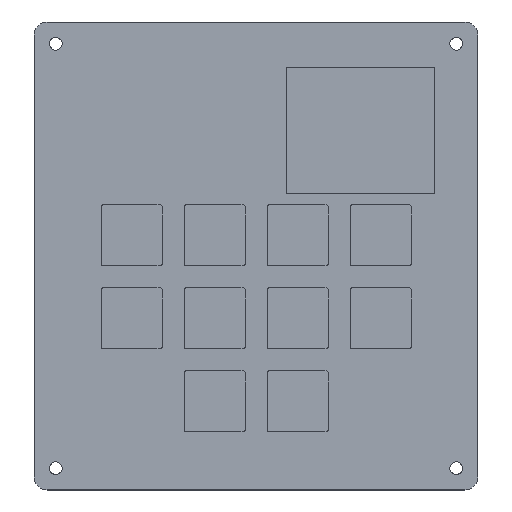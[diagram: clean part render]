
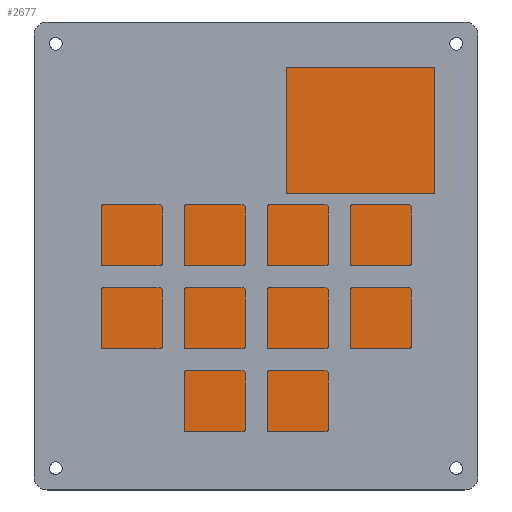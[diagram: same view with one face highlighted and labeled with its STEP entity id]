
A CAD part, top view. The second image highlights one B-rep face of the part: STEP entity #2677.
In plain terms, the highlighted planar face has unit normal (0, 0, 1).
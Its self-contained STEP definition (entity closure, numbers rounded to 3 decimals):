
#59=FACE_BOUND('',#420,.T.);
#60=FACE_BOUND('',#421,.T.);
#61=FACE_BOUND('',#422,.T.);
#62=FACE_BOUND('',#423,.T.);
#127=PLANE('',#2939);
#252=FACE_OUTER_BOUND('',#419,.T.);
#419=EDGE_LOOP('',(#2370,#2371,#2372,#2373,#2374,#2375,#2376,#2377));
#420=EDGE_LOOP('',(#2378));
#421=EDGE_LOOP('',(#2379));
#422=EDGE_LOOP('',(#2380));
#423=EDGE_LOOP('',(#2381));
#650=LINE('',#4356,#906);
#656=LINE('',#4384,#912);
#659=LINE('',#4392,#915);
#665=LINE('',#4414,#921);
#906=VECTOR('',#3574,10.);
#912=VECTOR('',#3602,10.);
#915=VECTOR('',#3611,10.);
#921=VECTOR('',#3639,10.);
#1062=CIRCLE('',#2911,3.);
#1071=CIRCLE('',#2923,3.);
#1072=CIRCLE('',#2926,3.);
#1073=CIRCLE('',#2929,3.);
#1074=CIRCLE('',#2931,1.45);
#1075=CIRCLE('',#2933,1.45);
#1076=CIRCLE('',#2935,1.45);
#1077=CIRCLE('',#2937,1.45);
#1286=VERTEX_POINT('',#4343);
#1287=VERTEX_POINT('',#4344);
#1291=VERTEX_POINT('',#4354);
#1301=VERTEX_POINT('',#4378);
#1302=VERTEX_POINT('',#4382);
#1303=VERTEX_POINT('',#4386);
#1304=VERTEX_POINT('',#4387);
#1305=VERTEX_POINT('',#4394);
#1306=VERTEX_POINT('',#4398);
#1307=VERTEX_POINT('',#4402);
#1308=VERTEX_POINT('',#4406);
#1309=VERTEX_POINT('',#4410);
#1638=EDGE_CURVE('',#1286,#1287,#1062,.T.);
#1644=EDGE_CURVE('',#1286,#1291,#650,.T.);
#1655=EDGE_CURVE('',#1301,#1291,#1071,.T.);
#1658=EDGE_CURVE('',#1301,#1302,#656,.T.);
#1659=EDGE_CURVE('',#1303,#1304,#1072,.T.);
#1662=EDGE_CURVE('',#1303,#1287,#659,.T.);
#1663=EDGE_CURVE('',#1305,#1302,#1073,.T.);
#1665=EDGE_CURVE('',#1306,#1306,#1074,.T.);
#1667=EDGE_CURVE('',#1307,#1307,#1075,.T.);
#1669=EDGE_CURVE('',#1308,#1308,#1076,.T.);
#1671=EDGE_CURVE('',#1309,#1309,#1077,.T.);
#1673=EDGE_CURVE('',#1305,#1304,#665,.T.);
#2370=ORIENTED_EDGE('',*,*,#1638,.F.);
#2371=ORIENTED_EDGE('',*,*,#1644,.T.);
#2372=ORIENTED_EDGE('',*,*,#1655,.F.);
#2373=ORIENTED_EDGE('',*,*,#1658,.T.);
#2374=ORIENTED_EDGE('',*,*,#1663,.F.);
#2375=ORIENTED_EDGE('',*,*,#1673,.T.);
#2376=ORIENTED_EDGE('',*,*,#1659,.F.);
#2377=ORIENTED_EDGE('',*,*,#1662,.T.);
#2378=ORIENTED_EDGE('',*,*,#1671,.T.);
#2379=ORIENTED_EDGE('',*,*,#1669,.T.);
#2380=ORIENTED_EDGE('',*,*,#1667,.T.);
#2381=ORIENTED_EDGE('',*,*,#1665,.T.);
#2677=ADVANCED_FACE('',(#252,#59,#60,#61,#62),#127,.T.);
#2911=AXIS2_PLACEMENT_3D('',#4345,#3564,#3565);
#2923=AXIS2_PLACEMENT_3D('',#4379,#3596,#3597);
#2926=AXIS2_PLACEMENT_3D('',#4388,#3605,#3606);
#2929=AXIS2_PLACEMENT_3D('',#4395,#3614,#3615);
#2931=AXIS2_PLACEMENT_3D('',#4399,#3619,#3620);
#2933=AXIS2_PLACEMENT_3D('',#4403,#3624,#3625);
#2935=AXIS2_PLACEMENT_3D('',#4407,#3629,#3630);
#2937=AXIS2_PLACEMENT_3D('',#4411,#3634,#3635);
#2939=AXIS2_PLACEMENT_3D('',#4415,#3640,#3641);
#3564=DIRECTION('center_axis',(0.,0.,-1.));
#3565=DIRECTION('ref_axis',(0.707,0.707,0.));
#3574=DIRECTION('',(-1.,0.,0.));
#3596=DIRECTION('center_axis',(0.,0.,-1.));
#3597=DIRECTION('ref_axis',(-0.707,0.707,0.));
#3602=DIRECTION('',(0.,-1.,0.));
#3605=DIRECTION('center_axis',(0.,0.,-1.));
#3606=DIRECTION('ref_axis',(0.707,-0.707,0.));
#3611=DIRECTION('',(0.,1.,0.));
#3614=DIRECTION('center_axis',(0.,0.,-1.));
#3615=DIRECTION('ref_axis',(-0.707,-0.707,0.));
#3619=DIRECTION('center_axis',(0.,0.,-1.));
#3620=DIRECTION('ref_axis',(1.,0.,0.));
#3624=DIRECTION('center_axis',(0.,0.,-1.));
#3625=DIRECTION('ref_axis',(1.,0.,0.));
#3629=DIRECTION('center_axis',(0.,0.,-1.));
#3630=DIRECTION('ref_axis',(1.,0.,0.));
#3634=DIRECTION('center_axis',(0.,0.,-1.));
#3635=DIRECTION('ref_axis',(1.,0.,0.));
#3639=DIRECTION('',(1.,0.,0.));
#3640=DIRECTION('center_axis',(0.,0.,1.));
#3641=DIRECTION('ref_axis',(1.,0.,0.));
#4343=CARTESIAN_POINT('',(88.878,97.366,3.));
#4344=CARTESIAN_POINT('',(91.878,94.366,3.));
#4345=CARTESIAN_POINT('Origin',(88.878,94.366,3.));
#4354=CARTESIAN_POINT('',(-7.,97.366,3.));
#4356=CARTESIAN_POINT('',(91.878,97.366,3.));
#4378=CARTESIAN_POINT('',(-10.,94.366,3.));
#4379=CARTESIAN_POINT('Origin',(-7.,94.366,3.));
#4382=CARTESIAN_POINT('',(-10.,-7.,3.));
#4384=CARTESIAN_POINT('',(-10.,97.366,3.));
#4386=CARTESIAN_POINT('',(91.878,-7.,3.));
#4387=CARTESIAN_POINT('',(88.878,-10.,3.));
#4388=CARTESIAN_POINT('Origin',(88.878,-7.,3.));
#4392=CARTESIAN_POINT('',(91.878,-10.,3.));
#4394=CARTESIAN_POINT('',(-7.,-10.,3.));
#4395=CARTESIAN_POINT('Origin',(-7.,-7.,3.));
#4398=CARTESIAN_POINT('',(-6.45,92.366,3.));
#4399=CARTESIAN_POINT('Origin',(-5.,92.366,3.));
#4402=CARTESIAN_POINT('',(85.428,-5.,3.));
#4403=CARTESIAN_POINT('Origin',(86.878,-5.,3.));
#4406=CARTESIAN_POINT('',(85.428,92.366,3.));
#4407=CARTESIAN_POINT('Origin',(86.878,92.366,3.));
#4410=CARTESIAN_POINT('',(-6.45,-5.,3.));
#4411=CARTESIAN_POINT('Origin',(-5.,-5.,3.));
#4414=CARTESIAN_POINT('',(-10.,-10.,3.));
#4415=CARTESIAN_POINT('Origin',(40.939,43.683,3.));
